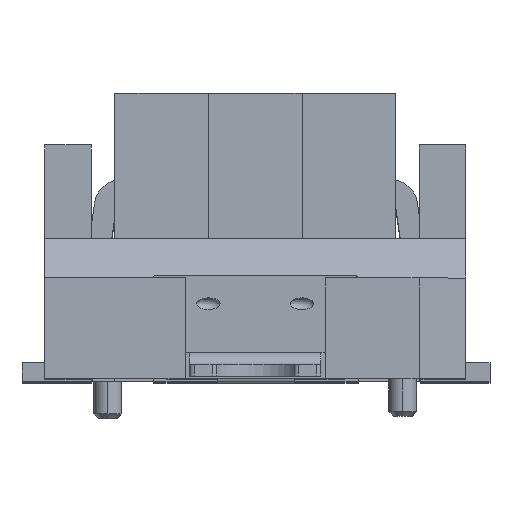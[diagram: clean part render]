
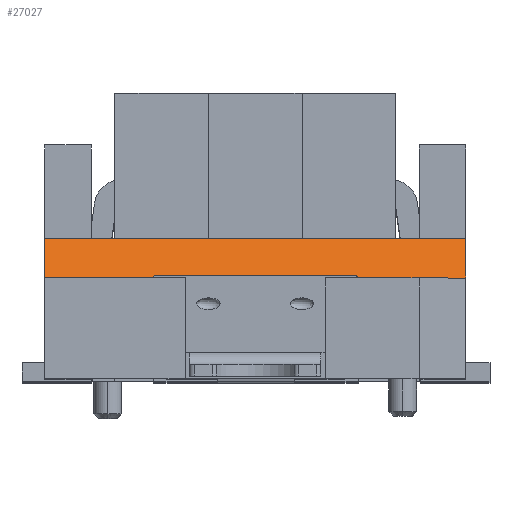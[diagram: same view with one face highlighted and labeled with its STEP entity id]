
A CAD part, top view. The second image highlights one B-rep face of the part: STEP entity #27027.
In plain terms, the highlighted planar face has unit normal (0, 0.707, 0.707).
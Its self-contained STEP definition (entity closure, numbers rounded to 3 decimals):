
#928=DIRECTION('',(0.,0.707,-0.707));
#929=VECTOR('',#928,1.202);
#930=CARTESIAN_POINT('',(-4.5,-0.9,16.3));
#931=LINE('',#930,#929);
#3270=DIRECTION('',(0.,-0.707,0.707));
#3271=VECTOR('',#3270,1.202);
#3272=CARTESIAN_POINT('',(4.5,-0.05,15.45));
#3273=LINE('',#3272,#3271);
#4479=DIRECTION('',(-1.,0.,0.));
#4480=VECTOR('',#4479,9.);
#4481=CARTESIAN_POINT('',(4.5,-0.9,16.3));
#4482=LINE('',#4481,#4480);
#4483=DIRECTION('',(1.,0.,0.));
#4484=VECTOR('',#4483,9.);
#4485=CARTESIAN_POINT('',(-4.5,-0.05,15.45));
#4486=LINE('',#4485,#4484);
#20296=CARTESIAN_POINT('',(-4.5,-0.9,16.3));
#20298=VERTEX_POINT('',#20296);
#20309=CARTESIAN_POINT('',(-4.5,-0.05,15.45));
#20310=VERTEX_POINT('',#20309);
#20317=CARTESIAN_POINT('',(4.5,-0.9,16.3));
#20318=VERTEX_POINT('',#20317);
#20335=CARTESIAN_POINT('',(4.5,-0.05,15.45));
#20336=VERTEX_POINT('',#20335);
#27015=CARTESIAN_POINT('',(0.,-0.475,15.875));
#27016=DIRECTION('',(0.,0.707,0.707));
#27017=DIRECTION('',(0.,-0.707,0.707));
#27018=AXIS2_PLACEMENT_3D('',#27015,#27016,#27017);
#27019=PLANE('',#27018);
#27020=ORIENTED_EDGE('',*,*,#25972,.T.);
#27021=ORIENTED_EDGE('',*,*,#26234,.T.);
#27022=ORIENTED_EDGE('',*,*,#24547,.T.);
#27024=ORIENTED_EDGE('',*,*,#27023,.T.);
#27025=EDGE_LOOP('',(#27020,#27021,#27022,#27024));
#27026=FACE_OUTER_BOUND('',#27025,.F.);
#24547=EDGE_CURVE('',#20298,#20310,#931,.T.);
#25972=EDGE_CURVE('',#20336,#20318,#3273,.T.);
#26234=EDGE_CURVE('',#20318,#20298,#4482,.T.);
#27023=EDGE_CURVE('',#20310,#20336,#4486,.T.);
#27027=ADVANCED_FACE('',(#27026),#27019,.T.);
